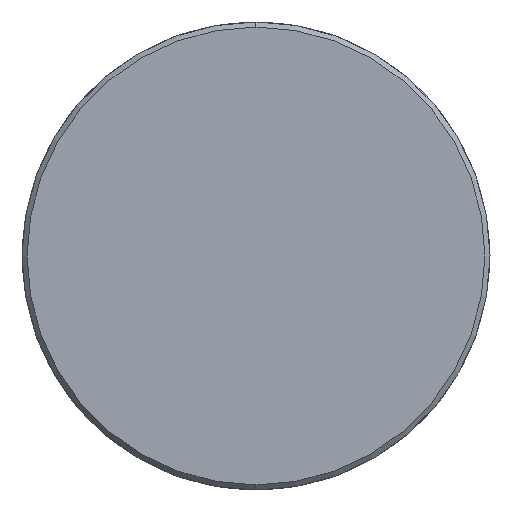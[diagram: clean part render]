
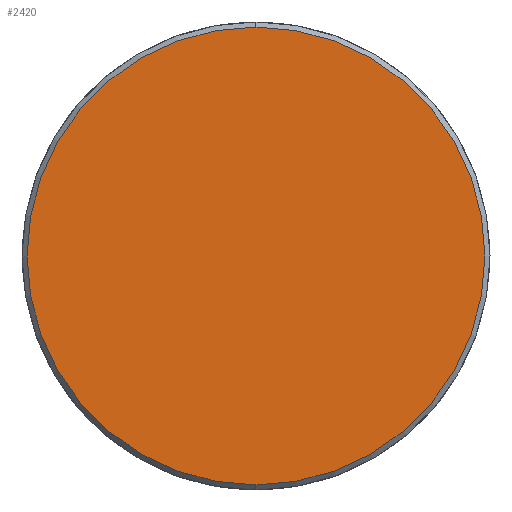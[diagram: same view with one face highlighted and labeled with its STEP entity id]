
A CAD part, left-side view. The second image highlights one B-rep face of the part: STEP entity #2420.
In plain terms, the highlighted planar face has unit normal (-1, 0, 0).
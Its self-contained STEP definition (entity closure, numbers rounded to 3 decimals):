
#728 = ORIENTED_EDGE ( 'NONE', *, *, #2140, .T. ) ;
#901 = CIRCLE ( 'NONE', #1843, 112.5 ) ;
#947 = PLANE ( 'NONE',  #3557 ) ;
#950 = FACE_OUTER_BOUND ( 'NONE', #2614, .T. ) ;
#1453 = VERTEX_POINT ( 'NONE', #3960 ) ;
#1843 = AXIS2_PLACEMENT_3D ( 'NONE', #2680, #3884, #3261 ) ;
#2103 = EDGE_CURVE ( 'NONE', #1453, #3003, #3229, .T. ) ;
#2140 = EDGE_CURVE ( 'NONE', #3003, #1453, #901, .T. ) ;
#2420 = ADVANCED_FACE ( 'NONE', ( #950 ), #947, .F. ) ;
#2614 = EDGE_LOOP ( 'NONE', ( #3671, #728 ) ) ;
#2618 = AXIS2_PLACEMENT_3D ( 'NONE', #3199, #3210, #3598 ) ;
#2680 = CARTESIAN_POINT ( 'NONE',  ( -202.6, 0., 0. ) ) ;
#3003 = VERTEX_POINT ( 'NONE', #3465 ) ;
#3086 = DIRECTION ( 'NONE',  ( 1., 0., 0. ) ) ;
#3101 = DIRECTION ( 'NONE',  ( 0., 0., -1. ) ) ;
#3199 = CARTESIAN_POINT ( 'NONE',  ( -202.6, 0., 0. ) ) ;
#3210 = DIRECTION ( 'NONE',  ( -1., 0., 0. ) ) ;
#3229 = CIRCLE ( 'NONE', #2618, 112.5 ) ;
#3261 = DIRECTION ( 'NONE',  ( 0., 0., -1. ) ) ;
#3410 = CARTESIAN_POINT ( 'NONE',  ( -202.6, -113.85, 113.85 ) ) ;
#3465 = CARTESIAN_POINT ( 'NONE',  ( -202.6, 0., 112.5 ) ) ;
#3557 = AXIS2_PLACEMENT_3D ( 'NONE', #3410, #3086, #3101 ) ;
#3598 = DIRECTION ( 'NONE',  ( 0., 0., -1. ) ) ;
#3671 = ORIENTED_EDGE ( 'NONE', *, *, #2103, .T. ) ;
#3884 = DIRECTION ( 'NONE',  ( -1., 0., 0. ) ) ;
#3960 = CARTESIAN_POINT ( 'NONE',  ( -202.6, 0., -112.5 ) ) ;
